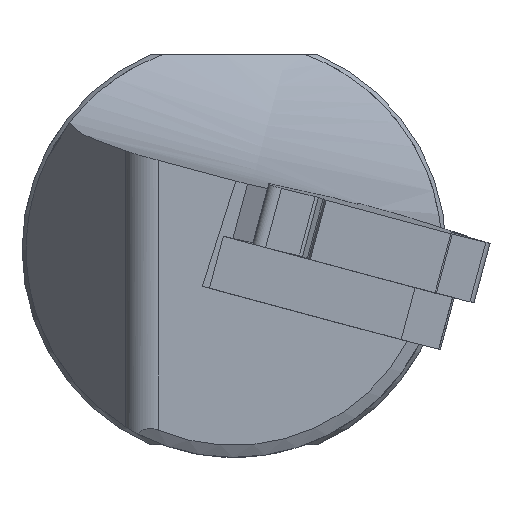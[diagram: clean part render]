
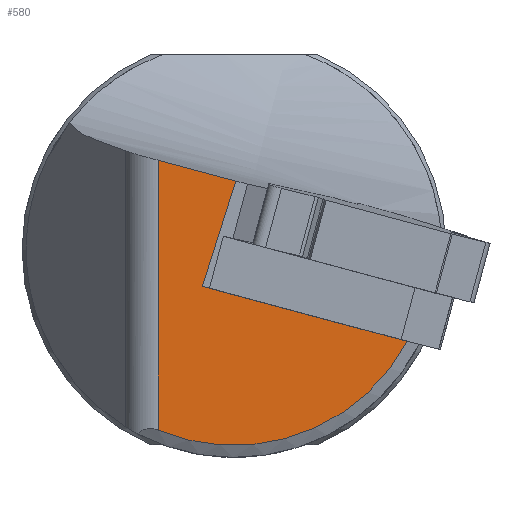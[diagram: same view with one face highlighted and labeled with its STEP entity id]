
A CAD part, left-side view. The second image highlights one B-rep face of the part: STEP entity #580.
In plain terms, the highlighted planar face has unit normal (-1, 0, 0).
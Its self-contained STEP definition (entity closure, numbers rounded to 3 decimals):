
#42=B_SPLINE_CURVE_WITH_KNOTS('',3,(#2355,#2356,#2357,#2358),
 .UNSPECIFIED.,.F.,.F.,(4,4),(0.,1.),.UNSPECIFIED.);
#580=ADVANCED_FACE('',(#677),#618,.T.);
#618=PLANE('',#1679);
#677=FACE_OUTER_BOUND('',#739,.T.);
#739=EDGE_LOOP('',(#1091,#1092,#1093,#1094,#1095,#1096));
#775=CIRCLE('',#1661,11.541);
#1091=ORIENTED_EDGE('',*,*,#1376,.F.);
#1092=ORIENTED_EDGE('',*,*,#1356,.F.);
#1093=ORIENTED_EDGE('',*,*,#1375,.T.);
#1094=ORIENTED_EDGE('',*,*,#1350,.T.);
#1095=ORIENTED_EDGE('',*,*,#1305,.F.);
#1096=ORIENTED_EDGE('',*,*,#1335,.F.);
#1171=VERTEX_POINT('',#2174);
#1172=VERTEX_POINT('',#2176);
#1189=VERTEX_POINT('',#2247);
#1201=VERTEX_POINT('',#2306);
#1203=VERTEX_POINT('',#2354);
#1204=VERTEX_POINT('',#2359);
#1305=EDGE_CURVE('',#1171,#1172,#1441,.T.);
#1335=EDGE_CURVE('',#1189,#1171,#1466,.T.);
#1350=EDGE_CURVE('',#1201,#1172,#775,.T.);
#1356=EDGE_CURVE('',#1203,#1204,#42,.T.);
#1375=EDGE_CURVE('',#1203,#1201,#1476,.T.);
#1376=EDGE_CURVE('',#1204,#1189,#1477,.T.);
#1441=LINE('',#2175,#1542);
#1466=LINE('',#2246,#1567);
#1476=LINE('',#2656,#1577);
#1477=LINE('',#2658,#1578);
#1542=VECTOR('',#1860,1.);
#1567=VECTOR('',#1915,1.);
#1577=VECTOR('',#1979,1.);
#1578=VECTOR('',#1982,1.);
#1661=AXIS2_PLACEMENT_3D('',#2305,#1939,#1940);
#1679=AXIS2_PLACEMENT_3D('',#2659,#1983,#1984);
#1860=DIRECTION('',(0.,-0.966,-0.259));
#1915=DIRECTION('',(0.,-0.966,-0.259));
#1939=DIRECTION('',(-1.,0.,0.));
#1940=DIRECTION('',(0.,-1.,0.));
#1979=DIRECTION('',(0.,0.,-1.));
#1982=DIRECTION('',(0.,0.302,-0.953));
#1983=DIRECTION('',(-1.,0.,0.));
#1984=DIRECTION('',(0.,-1.,0.));
#2174=CARTESIAN_POINT('',(0.591,1.221,-2.335));
#2175=CARTESIAN_POINT('',(0.591,72.58,16.785));
#2176=CARTESIAN_POINT('',(0.591,-10.202,-5.396));
#2246=CARTESIAN_POINT('',(0.591,72.58,16.785));
#2247=CARTESIAN_POINT('',(0.591,1.871,-2.161));
#2305=CARTESIAN_POINT('',(0.591,0.,0.));
#2306=CARTESIAN_POINT('',(0.591,4.465,-10.642));
#2354=CARTESIAN_POINT('',(0.591,4.465,5.266));
#2355=CARTESIAN_POINT('',(0.591,4.465,5.266));
#2356=CARTESIAN_POINT('',(0.591,2.945,4.858));
#2357=CARTESIAN_POINT('',(0.591,1.424,4.451));
#2358=CARTESIAN_POINT('',(0.591,-0.096,4.043));
#2359=CARTESIAN_POINT('',(0.591,-0.096,4.043));
#2656=CARTESIAN_POINT('',(0.591,4.465,334.532));
#2658=CARTESIAN_POINT('',(0.591,-96.469,307.921));
#2659=CARTESIAN_POINT('',(0.591,-12.56,334.532));
